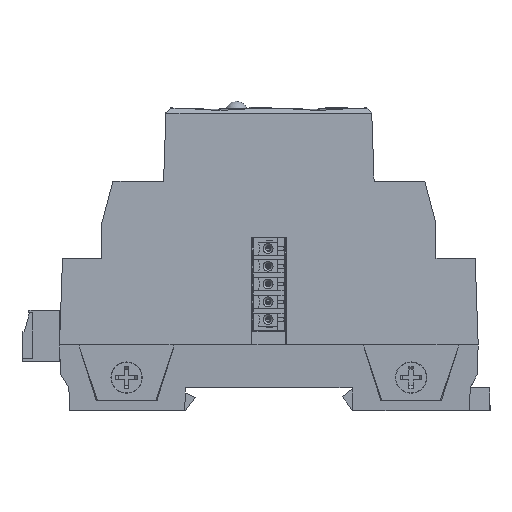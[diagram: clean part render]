
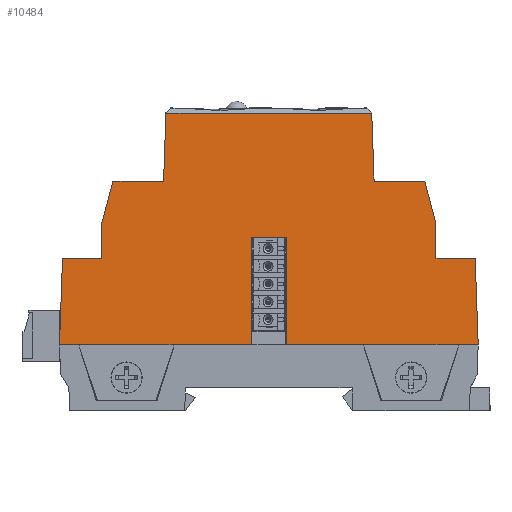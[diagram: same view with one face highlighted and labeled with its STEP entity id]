
A CAD part, left-side view. The second image highlights one B-rep face of the part: STEP entity #10484.
In plain terms, the highlighted planar face has unit normal (-1, 0, 0.018).
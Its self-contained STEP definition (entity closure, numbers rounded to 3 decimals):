
#10317=CARTESIAN_POINT('',(-26.25,-24.25,14.1));
#10318=DIRECTION('',(-1.,0.0,0.017));
#10319=DIRECTION('',(0.0,-1.0,0.0));
#10320=AXIS2_PLACEMENT_3D('',#10317,#10318,#10319);
#10321=PLANE('',#10320);
#10322=CARTESIAN_POINT('',(-25.382,-22.093,63.822));
#10323=VERTEX_POINT('',#10322);
#10324=CARTESIAN_POINT('',(-25.636,-22.6,49.3));
#10325=VERTEX_POINT('',#10324);
#10326=CARTESIAN_POINT('',(-25.604,-22.536,51.119));
#10327=DIRECTION('',(-0.017,-0.035,-0.999));
#10328=VECTOR('',#10327,1.0);
#10329=LINE('',#10326,#10328);
#10330=EDGE_CURVE('',#10323,#10325,#10329,.T.);
#10331=ORIENTED_EDGE('',*,*,#10330,.F.);
#10332=CARTESIAN_POINT('',(-25.382,22.093,63.822));
#10333=VERTEX_POINT('',#10332);
#10334=CARTESIAN_POINT('',(-25.382,22.092,63.822));
#10335=DIRECTION('',(0.,-1.,0.));
#10336=VECTOR('',#10335,1.);
#10337=LINE('',#10334,#10336);
#10338=EDGE_CURVE('',#10333,#10323,#10337,.T.);
#10339=ORIENTED_EDGE('',*,*,#10338,.F.);
#10340=CARTESIAN_POINT('',(-25.636,22.6,49.3));
#10341=VERTEX_POINT('',#10340);
#10342=CARTESIAN_POINT('',(-25.346,22.02,65.904));
#10343=DIRECTION('',(0.017,-0.035,0.999));
#10344=VECTOR('',#10343,1.);
#10345=LINE('',#10342,#10344);
#10346=EDGE_CURVE('',#10341,#10333,#10345,.T.);
#10347=ORIENTED_EDGE('',*,*,#10346,.F.);
#10348=CARTESIAN_POINT('',(-25.636,22.6,49.3));
#10349=VERTEX_POINT('',#10348);
#10350=CARTESIAN_POINT('',(-25.358,22.6,65.184));
#10351=DIRECTION('',(0.017,0.0,1.));
#10352=VECTOR('',#10351,1.);
#10353=LINE('',#10350,#10352);
#10354=EDGE_CURVE('',#10349,#10341,#10353,.T.);
#10355=ORIENTED_EDGE('',*,*,#10354,.F.);
#10356=CARTESIAN_POINT('',(-25.636,33.483,49.3));
#10357=VERTEX_POINT('',#10356);
#10358=CARTESIAN_POINT('',(-25.636,-24.25,49.3));
#10359=DIRECTION('',(0.0,-1.0,0.0));
#10360=VECTOR('',#10359,1.0);
#10361=LINE('',#10358,#10360);
#10362=EDGE_CURVE('',#10357,#10349,#10361,.T.);
#10363=ORIENTED_EDGE('',*,*,#10362,.F.);
#10364=CARTESIAN_POINT('',(-25.794,35.891,40.231));
#10365=VERTEX_POINT('',#10364);
#10366=CARTESIAN_POINT('',(-25.936,38.046,32.116));
#10367=DIRECTION('',(0.017,-0.257,0.966));
#10368=VECTOR('',#10367,1.);
#10369=LINE('',#10366,#10368);
#10370=EDGE_CURVE('',#10365,#10357,#10369,.T.);
#10371=ORIENTED_EDGE('',*,*,#10370,.F.);
#10372=CARTESIAN_POINT('',(-25.925,35.891,32.7));
#10373=VERTEX_POINT('',#10372);
#10374=CARTESIAN_POINT('',(-26.25,35.891,14.1));
#10375=DIRECTION('',(0.017,0.0,1.));
#10376=VECTOR('',#10375,1.);
#10377=LINE('',#10374,#10376);
#10378=EDGE_CURVE('',#10373,#10365,#10377,.T.);
#10379=ORIENTED_EDGE('',*,*,#10378,.F.);
#10380=CARTESIAN_POINT('',(-25.925,44.3,32.7));
#10381=VERTEX_POINT('',#10380);
#10382=CARTESIAN_POINT('',(-25.925,-24.25,32.7));
#10383=DIRECTION('',(0.0,-1.0,0.0));
#10384=VECTOR('',#10383,1.0);
#10385=LINE('',#10382,#10384);
#10386=EDGE_CURVE('',#10381,#10373,#10385,.T.);
#10387=ORIENTED_EDGE('',*,*,#10386,.F.);
#10388=CARTESIAN_POINT('',(-26.25,44.95,14.1));
#10389=VERTEX_POINT('',#10388);
#10390=CARTESIAN_POINT('',(-26.25,44.95,14.1));
#10391=DIRECTION('',(0.017,-0.035,0.999));
#10392=VECTOR('',#10391,1.);
#10393=LINE('',#10390,#10392);
#10394=EDGE_CURVE('',#10389,#10381,#10393,.T.);
#10395=ORIENTED_EDGE('',*,*,#10394,.F.);
#10396=CARTESIAN_POINT('',(-26.25,3.75,14.1));
#10397=VERTEX_POINT('',#10396);
#10398=CARTESIAN_POINT('',(-26.25,22.052,14.1));
#10399=DIRECTION('',(0.0,1.0,0.0));
#10400=VECTOR('',#10399,1.0);
#10401=LINE('',#10398,#10400);
#10402=EDGE_CURVE('',#10397,#10389,#10401,.T.);
#10403=ORIENTED_EDGE('',*,*,#10402,.F.);
#10404=CARTESIAN_POINT('',(-25.849,3.75,37.1));
#10405=VERTEX_POINT('',#10404);
#10406=CARTESIAN_POINT('',(-26.235,3.75,14.972));
#10407=DIRECTION('',(-0.017,0.0,-1.));
#10408=VECTOR('',#10407,1.);
#10409=LINE('',#10406,#10408);
#10410=EDGE_CURVE('',#10405,#10397,#10409,.T.);
#10411=ORIENTED_EDGE('',*,*,#10410,.F.);
#10412=CARTESIAN_POINT('',(-25.849,-3.75,37.1));
#10413=VERTEX_POINT('',#10412);
#10414=CARTESIAN_POINT('',(-25.849,3.75,37.1));
#10415=DIRECTION('',(0.0,1.0,0.0));
#10416=VECTOR('',#10415,1.0);
#10417=LINE('',#10414,#10416);
#10418=EDGE_CURVE('',#10413,#10405,#10417,.T.);
#10419=ORIENTED_EDGE('',*,*,#10418,.F.);
#10420=CARTESIAN_POINT('',(-26.25,-3.75,14.1));
#10421=VERTEX_POINT('',#10420);
#10422=CARTESIAN_POINT('',(-26.25,-3.75,14.1));
#10423=DIRECTION('',(0.017,0.0,1.));
#10424=VECTOR('',#10423,1.);
#10425=LINE('',#10422,#10424);
#10426=EDGE_CURVE('',#10421,#10413,#10425,.T.);
#10427=ORIENTED_EDGE('',*,*,#10426,.F.);
#10428=CARTESIAN_POINT('',(-26.25,-44.95,14.1));
#10429=VERTEX_POINT('',#10428);
#10430=CARTESIAN_POINT('',(-26.25,22.052,14.1));
#10431=DIRECTION('',(0.0,1.0,0.0));
#10432=VECTOR('',#10431,1.0);
#10433=LINE('',#10430,#10432);
#10434=EDGE_CURVE('',#10429,#10421,#10433,.T.);
#10435=ORIENTED_EDGE('',*,*,#10434,.F.);
#10436=CARTESIAN_POINT('',(-25.925,-44.3,32.7));
#10437=VERTEX_POINT('',#10436);
#10438=CARTESIAN_POINT('',(-26.218,-44.886,15.93));
#10439=DIRECTION('',(-0.017,-0.035,-0.999));
#10440=VECTOR('',#10439,1.0);
#10441=LINE('',#10438,#10440);
#10442=EDGE_CURVE('',#10437,#10429,#10441,.T.);
#10443=ORIENTED_EDGE('',*,*,#10442,.F.);
#10444=CARTESIAN_POINT('',(-25.925,-35.891,32.7));
#10445=VERTEX_POINT('',#10444);
#10446=CARTESIAN_POINT('',(-25.925,-24.25,32.7));
#10447=DIRECTION('',(0.0,-1.0,0.0));
#10448=VECTOR('',#10447,1.0);
#10449=LINE('',#10446,#10448);
#10450=EDGE_CURVE('',#10445,#10437,#10449,.T.);
#10451=ORIENTED_EDGE('',*,*,#10450,.F.);
#10452=CARTESIAN_POINT('',(-25.794,-35.891,40.231));
#10453=VERTEX_POINT('',#10452);
#10454=CARTESIAN_POINT('',(-26.25,-35.891,14.1));
#10455=DIRECTION('',(0.017,0.0,1.));
#10456=VECTOR('',#10455,1.);
#10457=LINE('',#10454,#10456);
#10458=EDGE_CURVE('',#10445,#10453,#10457,.T.);
#10459=ORIENTED_EDGE('',*,*,#10458,.T.);
#10460=CARTESIAN_POINT('',(-25.636,-33.483,49.3));
#10461=VERTEX_POINT('',#10460);
#10462=CARTESIAN_POINT('',(-25.906,-37.591,33.827));
#10463=DIRECTION('',(-0.017,-0.257,-0.966));
#10464=VECTOR('',#10463,1.);
#10465=LINE('',#10462,#10464);
#10466=EDGE_CURVE('',#10461,#10453,#10465,.T.);
#10467=ORIENTED_EDGE('',*,*,#10466,.F.);
#10468=CARTESIAN_POINT('',(-25.636,-22.6,49.3));
#10469=VERTEX_POINT('',#10468);
#10470=CARTESIAN_POINT('',(-25.636,-24.25,49.3));
#10471=DIRECTION('',(0.0,-1.0,0.0));
#10472=VECTOR('',#10471,1.0);
#10473=LINE('',#10470,#10472);
#10474=EDGE_CURVE('',#10469,#10461,#10473,.T.);
#10475=ORIENTED_EDGE('',*,*,#10474,.F.);
#10476=CARTESIAN_POINT('',(-25.326,-22.6,67.017));
#10477=DIRECTION('',(-0.017,0.0,-1.));
#10478=VECTOR('',#10477,1.);
#10479=LINE('',#10476,#10478);
#10480=EDGE_CURVE('',#10325,#10469,#10479,.T.);
#10481=ORIENTED_EDGE('',*,*,#10480,.F.);
#10482=EDGE_LOOP('',(#10331,#10339,#10347,#10355,#10363,#10371,#10379,#10387,#10395,#10403,#10411,#10419,#10427,#10435,#10443,#10451,#10459,#10467,#10475,#10481));
#10483=FACE_OUTER_BOUND('',#10482,.T.);
#10484=ADVANCED_FACE('',(#10483),#10321,.T.);
